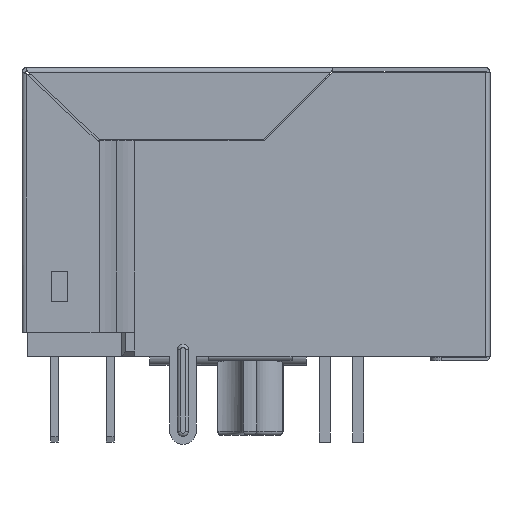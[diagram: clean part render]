
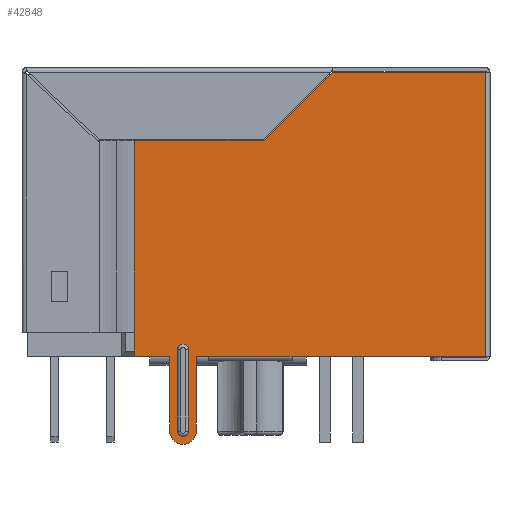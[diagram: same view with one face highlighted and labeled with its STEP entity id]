
A CAD part, left-side view. The second image highlights one B-rep face of the part: STEP entity #42848.
In plain terms, the highlighted planar face has unit normal (-1, 0, 0).
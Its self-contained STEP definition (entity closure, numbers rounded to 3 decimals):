
#1303=CIRCLE('',#44893,0.25);
#1307=CIRCLE('',#44903,0.25);
#1308=CIRCLE('',#44904,0.6);
#10255=ORIENTED_EDGE('',*,*,#15084,.T.);
#10256=ORIENTED_EDGE('',*,*,#15073,.F.);
#10257=ORIENTED_EDGE('',*,*,#15072,.F.);
#10258=ORIENTED_EDGE('',*,*,#15079,.F.);
#10259=ORIENTED_EDGE('',*,*,#15080,.F.);
#10260=ORIENTED_EDGE('',*,*,#14495,.T.);
#10261=ORIENTED_EDGE('',*,*,#14535,.T.);
#10262=ORIENTED_EDGE('',*,*,#14526,.T.);
#10263=ORIENTED_EDGE('',*,*,#14537,.T.);
#10264=ORIENTED_EDGE('',*,*,#14521,.T.);
#10265=ORIENTED_EDGE('',*,*,#14518,.T.);
#10266=ORIENTED_EDGE('',*,*,#14516,.T.);
#10267=ORIENTED_EDGE('',*,*,#14539,.T.);
#10268=ORIENTED_EDGE('',*,*,#14500,.T.);
#10269=ORIENTED_EDGE('',*,*,#14497,.T.);
#10270=ORIENTED_EDGE('',*,*,#15082,.F.);
#10271=ORIENTED_EDGE('',*,*,#15085,.F.);
#14495=EDGE_CURVE('',#17710,#17711,#21330,.T.);
#14497=EDGE_CURVE('',#17713,#17712,#21332,.T.);
#14500=EDGE_CURVE('',#17714,#17713,#21335,.T.);
#14516=EDGE_CURVE('',#17721,#17727,#21344,.T.);
#14518=EDGE_CURVE('',#17728,#17721,#21346,.T.);
#14521=EDGE_CURVE('',#17731,#17728,#21348,.T.);
#14526=EDGE_CURVE('',#17735,#17734,#21350,.T.);
#14535=EDGE_CURVE('',#17711,#17735,#21357,.T.);
#14537=EDGE_CURVE('',#17734,#17731,#21359,.T.);
#14539=EDGE_CURVE('',#17727,#17714,#21360,.T.);
#15072=EDGE_CURVE('',#18066,#18063,#1303,.T.);
#15073=EDGE_CURVE('',#18063,#18067,#21718,.T.);
#15079=EDGE_CURVE('',#18070,#18066,#21721,.T.);
#15080=EDGE_CURVE('',#17710,#18071,#21722,.T.);
#15082=EDGE_CURVE('',#18072,#17712,#21724,.T.);
#15084=EDGE_CURVE('',#18070,#18067,#1307,.T.);
#15085=EDGE_CURVE('',#18071,#18072,#1308,.T.);
#17710=VERTEX_POINT('',#62819);
#17711=VERTEX_POINT('',#62821);
#17712=VERTEX_POINT('',#62825);
#17713=VERTEX_POINT('',#62827);
#17714=VERTEX_POINT('',#62831);
#17721=VERTEX_POINT('',#62851);
#17727=VERTEX_POINT('',#62863);
#17728=VERTEX_POINT('',#62867);
#17731=VERTEX_POINT('',#62875);
#17734=VERTEX_POINT('',#62884);
#17735=VERTEX_POINT('',#62886);
#18063=VERTEX_POINT('',#64244);
#18066=VERTEX_POINT('',#64249);
#18067=VERTEX_POINT('',#64253);
#18070=VERTEX_POINT('',#64263);
#18071=VERTEX_POINT('',#64267);
#18072=VERTEX_POINT('',#64271);
#21330=LINE('',#62822,#24982);
#21332=LINE('',#62826,#24984);
#21335=LINE('',#62832,#24987);
#21344=LINE('',#62864,#24996);
#21346=LINE('',#62868,#24998);
#21348=LINE('',#62874,#25000);
#21350=LINE('',#62885,#25002);
#21357=LINE('',#62901,#25009);
#21359=LINE('',#62904,#25011);
#21360=LINE('',#62908,#25012);
#21718=LINE('',#64252,#25370);
#21721=LINE('',#64264,#25373);
#21722=LINE('',#64266,#25374);
#21724=LINE('',#64270,#25376);
#24982=VECTOR('',#51504,1000.);
#24984=VECTOR('',#51508,1000.);
#24987=VECTOR('',#51513,1000.);
#24996=VECTOR('',#51542,1000.);
#24998=VECTOR('',#51546,1000.);
#25000=VECTOR('',#51552,1000.);
#25002=VECTOR('',#51564,1000.);
#25009=VECTOR('',#51579,1000.);
#25011=VECTOR('',#51583,1000.);
#25012=VECTOR('',#51588,1000.);
#25370=VECTOR('',#52618,1000.);
#25373=VECTOR('',#52631,1000.);
#25374=VECTOR('',#52634,1000.);
#25376=VECTOR('',#52638,1000.);
#27011=EDGE_LOOP('',(#10255,#10256,#10257,#10258));
#27012=EDGE_LOOP('',(#10259,#10260,#10261,#10262,#10263,#10264,#10265,#10266,
#10267,#10268,#10269,#10270,#10271));
#28673=FACE_BOUND('',#27011,.T.);
#28674=FACE_BOUND('',#27012,.T.);
#29982=PLANE('',#44902);
#42848=ADVANCED_FACE('',(#28673,#28674),#29982,.T.);
#44893=AXIS2_PLACEMENT_3D('',#64250,#52614,#52615);
#44902=AXIS2_PLACEMENT_3D('',#64273,#52640,#52641);
#44903=AXIS2_PLACEMENT_3D('',#64274,#52642,#52643);
#44904=AXIS2_PLACEMENT_3D('',#64275,#52644,#52645);
#51504=DIRECTION('',(0.,-1.,0.));
#51508=DIRECTION('',(0.,-1.,0.));
#51513=DIRECTION('',(0.,0.,-1.));
#51542=DIRECTION('',(0.,1.,0.));
#51546=DIRECTION('',(0.,0.707,-0.707));
#51552=DIRECTION('',(0.,1.,0.));
#51564=DIRECTION('',(0.,-1.,0.));
#51579=DIRECTION('',(0.,-1.,0.));
#51583=DIRECTION('',(0.,0.,1.));
#51588=DIRECTION('',(0.,0.,-1.));
#52614=DIRECTION('',(-1.,0.,0.));
#52615=DIRECTION('',(0.,0.,1.));
#52618=DIRECTION('',(0.,0.,-1.));
#52631=DIRECTION('',(0.,0.,1.));
#52634=DIRECTION('',(0.,0.,-1.));
#52638=DIRECTION('',(0.,0.,1.));
#52640=DIRECTION('',(-1.,0.,0.));
#52641=DIRECTION('',(0.,1.,0.));
#52642=DIRECTION('',(1.,0.,0.));
#52643=DIRECTION('',(0.,1.,0.));
#52644=DIRECTION('',(1.,0.,0.));
#52645=DIRECTION('',(0.,-1.,0.));
#62819=CARTESIAN_POINT('',(-8.,2.625,-6.4));
#62821=CARTESIAN_POINT('',(-8.,2.075,-6.4));
#62822=CARTESIAN_POINT('',(-8.,5.435,-6.4));
#62825=CARTESIAN_POINT('',(-8.,3.825,-6.4));
#62826=CARTESIAN_POINT('',(-8.,5.435,-6.4));
#62827=CARTESIAN_POINT('',(-8.,5.435,-6.4));
#62831=CARTESIAN_POINT('',(-8.,5.435,-5.314));
#62832=CARTESIAN_POINT('',(-8.,5.435,6.5));
#62851=CARTESIAN_POINT('',(-8.,-0.465,3.4));
#62863=CARTESIAN_POINT('',(-8.,5.435,3.4));
#62864=CARTESIAN_POINT('',(-8.,-0.09,3.4));
#62867=CARTESIAN_POINT('',(-8.,-3.565,6.5));
#62868=CARTESIAN_POINT('',(-8.,1.398,1.538));
#62874=CARTESIAN_POINT('',(-8.,-10.593,6.5));
#62875=CARTESIAN_POINT('',(-8.,-10.515,6.5));
#62884=CARTESIAN_POINT('',(-8.,-10.515,-6.4));
#62885=CARTESIAN_POINT('',(-8.,5.435,-6.4));
#62886=CARTESIAN_POINT('',(-8.,-1.725,-6.4));
#62901=CARTESIAN_POINT('',(-8.,2.075,-6.4));
#62904=CARTESIAN_POINT('',(-8.,-10.515,-6.4));
#62908=CARTESIAN_POINT('',(-8.,5.435,6.5));
#64244=CARTESIAN_POINT('',(-8.,3.475,-6.1));
#64249=CARTESIAN_POINT('',(-8.,2.975,-6.1));
#64250=CARTESIAN_POINT('',(-8.,3.225,-6.1));
#64252=CARTESIAN_POINT('',(-8.,3.475,0.05));
#64253=CARTESIAN_POINT('',(-8.,3.475,-9.8));
#64263=CARTESIAN_POINT('',(-8.,2.975,-9.8));
#64264=CARTESIAN_POINT('',(-8.,2.975,0.05));
#64266=CARTESIAN_POINT('',(-8.,2.625,-6.4));
#64267=CARTESIAN_POINT('',(-8.,2.625,-9.8));
#64270=CARTESIAN_POINT('',(-8.,3.825,-9.8));
#64271=CARTESIAN_POINT('',(-8.,3.825,-9.8));
#64273=CARTESIAN_POINT('',(-8.,-0.09,0.05));
#64274=CARTESIAN_POINT('',(-8.,3.225,-9.8));
#64275=CARTESIAN_POINT('',(-8.,3.225,-9.8));
